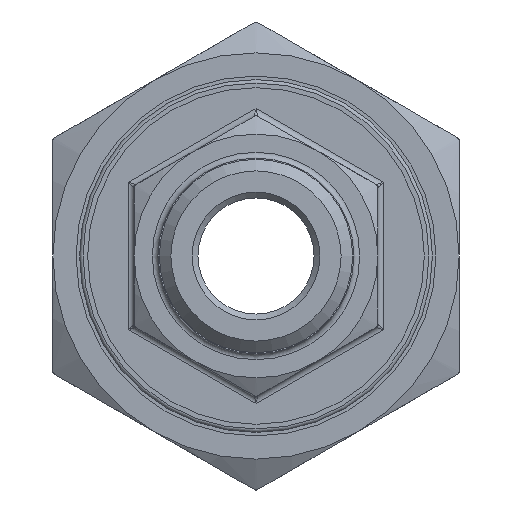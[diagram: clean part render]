
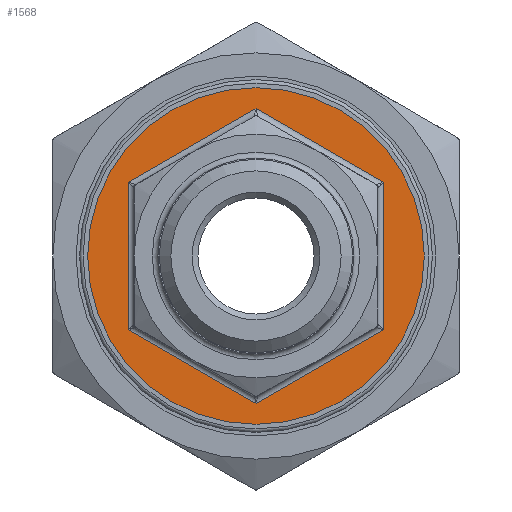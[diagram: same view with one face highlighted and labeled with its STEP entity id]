
A CAD part, front view. The second image highlights one B-rep face of the part: STEP entity #1568.
In plain terms, the highlighted planar face has unit normal (0, -1, 0).
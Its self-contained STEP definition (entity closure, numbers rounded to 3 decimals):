
#173=LINE('',#2913,#233);
#177=LINE('',#2970,#237);
#181=LINE('',#3031,#241);
#185=LINE('',#3090,#245);
#189=LINE('',#3142,#249);
#195=LINE('',#3218,#255);
#233=VECTOR('',#1999,12.702);
#237=VECTOR('',#2015,12.702);
#241=VECTOR('',#2037,12.702);
#245=VECTOR('',#2057,12.702);
#249=VECTOR('',#2075,12.702);
#255=VECTOR('',#2121,12.702);
#336=PLANE('',#1736);
#353=FACE_BOUND('',#572,.T.);
#453=FACE_OUTER_BOUND('',#571,.T.);
#571=EDGE_LOOP('',(#1377));
#572=EDGE_LOOP('',(#1378,#1379,#1380,#1381,#1382,#1383));
#659=CIRCLE('',#1737,14.5);
#764=VERTEX_POINT('',#2875);
#771=VERTEX_POINT('',#2912);
#777=VERTEX_POINT('',#2969);
#784=VERTEX_POINT('',#3030);
#790=VERTEX_POINT('',#3089);
#793=VERTEX_POINT('',#3120);
#803=VERTEX_POINT('',#3220);
#953=EDGE_CURVE('',#764,#771,#173,.T.);
#963=EDGE_CURVE('',#771,#777,#177,.T.);
#975=EDGE_CURVE('',#777,#784,#181,.T.);
#986=EDGE_CURVE('',#784,#790,#185,.T.);
#996=EDGE_CURVE('',#790,#793,#189,.T.);
#1014=EDGE_CURVE('',#793,#764,#195,.T.);
#1015=EDGE_CURVE('',#803,#803,#659,.T.);
#1377=ORIENTED_EDGE('',*,*,#1015,.T.);
#1378=ORIENTED_EDGE('',*,*,#975,.F.);
#1379=ORIENTED_EDGE('',*,*,#963,.F.);
#1380=ORIENTED_EDGE('',*,*,#953,.F.);
#1381=ORIENTED_EDGE('',*,*,#1014,.F.);
#1382=ORIENTED_EDGE('',*,*,#996,.F.);
#1383=ORIENTED_EDGE('',*,*,#986,.F.);
#1568=ADVANCED_FACE('',(#453,#353),#336,.T.);
#1736=AXIS2_PLACEMENT_3D('',#3219,#2122,#2123);
#1737=AXIS2_PLACEMENT_3D('',#3221,#2124,#2125);
#1999=DIRECTION('',(-0.866,0.,-0.5));
#2015=DIRECTION('',(0.,0.,-1.));
#2037=DIRECTION('',(0.866,0.,-0.5));
#2057=DIRECTION('',(0.866,0.,0.5));
#2075=DIRECTION('',(0.,0.,1.));
#2121=DIRECTION('',(-0.866,0.,0.5));
#2122=DIRECTION('center_axis',(0.,-1.,0.));
#2123=DIRECTION('ref_axis',(0.,0.,-1.));
#2124=DIRECTION('center_axis',(0.,-1.,0.));
#2125=DIRECTION('ref_axis',(1.,0.,0.));
#2875=CARTESIAN_POINT('',(0.,-7.75,12.702));
#2912=CARTESIAN_POINT('',(-11.,-7.75,6.351));
#2913=CARTESIAN_POINT('',(-8.125,-7.75,8.011));
#2969=CARTESIAN_POINT('',(-11.,-7.75,-6.351));
#2970=CARTESIAN_POINT('',(-11.,-7.75,-3.031));
#3030=CARTESIAN_POINT('',(0.,-7.75,-12.702));
#3031=CARTESIAN_POINT('',(-2.875,-7.75,-11.042));
#3089=CARTESIAN_POINT('',(11.,-7.75,-6.351));
#3090=CARTESIAN_POINT('',(8.125,-7.75,-8.011));
#3120=CARTESIAN_POINT('',(11.,-7.75,6.351));
#3142=CARTESIAN_POINT('',(11.,-7.75,3.031));
#3218=CARTESIAN_POINT('',(2.875,-7.75,11.042));
#3219=CARTESIAN_POINT('Origin',(0.,-7.75,0.));
#3220=CARTESIAN_POINT('',(-14.5,-7.75,0.));
#3221=CARTESIAN_POINT('Origin',(0.,-7.75,0.));
